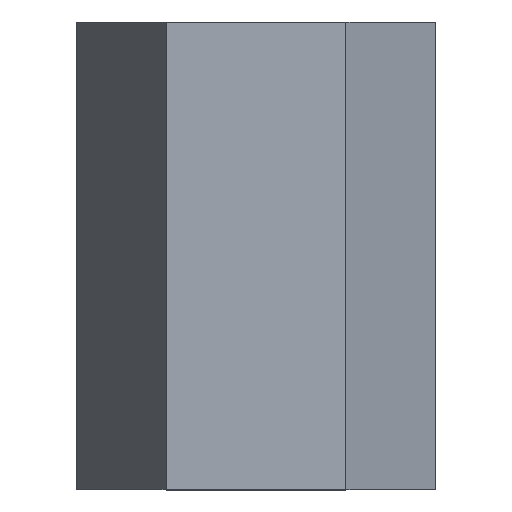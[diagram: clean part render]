
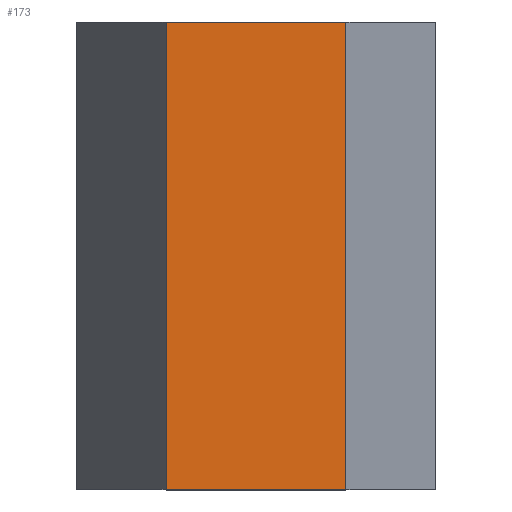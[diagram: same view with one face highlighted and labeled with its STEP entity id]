
A CAD part, top view. The second image highlights one B-rep face of the part: STEP entity #173.
In plain terms, the highlighted planar face has unit normal (0, 0, 1).
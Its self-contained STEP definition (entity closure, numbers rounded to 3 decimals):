
#2 = CARTESIAN_POINT ( 'NONE',  ( -1.026, 2.667, 1.778 ) ) ;
#14 = CARTESIAN_POINT ( 'NONE',  ( 1.026, 2.667, 1.778 ) ) ;
#17 = CARTESIAN_POINT ( 'NONE',  ( -1.026, 2.667, 1.778 ) ) ;
#31 = VECTOR ( 'NONE', #266, 1000. ) ;
#45 = EDGE_CURVE ( 'NONE', #238, #95, #50, .T. ) ;
#50 = LINE ( 'NONE', #312, #125 ) ;
#52 = DIRECTION ( 'NONE',  ( 1., 0., 0. ) ) ;
#56 = CARTESIAN_POINT ( 'NONE',  ( -1.026, -2.667, 1.778 ) ) ;
#72 = ORIENTED_EDGE ( 'NONE', *, *, #89, .T. ) ;
#75 = VERTEX_POINT ( 'NONE', #56 ) ;
#86 = ORIENTED_EDGE ( 'NONE', *, *, #116, .F. ) ;
#89 = EDGE_CURVE ( 'NONE', #215, #75, #138, .T. ) ;
#95 = VERTEX_POINT ( 'NONE', #273 ) ;
#98 = DIRECTION ( 'NONE',  ( -1., 0., 0. ) ) ;
#110 = AXIS2_PLACEMENT_3D ( 'NONE', #202, #299, #98 ) ;
#116 = EDGE_CURVE ( 'NONE', #215, #238, #162, .T. ) ;
#119 = FACE_OUTER_BOUND ( 'NONE', #179, .T. ) ;
#125 = VECTOR ( 'NONE', #342, 1000. ) ;
#138 = LINE ( 'NONE', #169, #277 ) ;
#153 = ORIENTED_EDGE ( 'NONE', *, *, #271, .T. ) ;
#162 = LINE ( 'NONE', #2, #31 ) ;
#169 = CARTESIAN_POINT ( 'NONE',  ( -1.026, 2.667, 1.778 ) ) ;
#173 = ADVANCED_FACE ( 'NONE', ( #119 ), #324, .F. ) ;
#179 = EDGE_LOOP ( 'NONE', ( #153, #188, #86, #72 ) ) ;
#188 = ORIENTED_EDGE ( 'NONE', *, *, #45, .F. ) ;
#193 = LINE ( 'NONE', #244, #327 ) ;
#202 = CARTESIAN_POINT ( 'NONE',  ( -1.026, 2.667, 1.778 ) ) ;
#215 = VERTEX_POINT ( 'NONE', #17 ) ;
#238 = VERTEX_POINT ( 'NONE', #14 ) ;
#244 = CARTESIAN_POINT ( 'NONE',  ( -1.026, -2.667, 1.778 ) ) ;
#266 = DIRECTION ( 'NONE',  ( 1., 0., 0. ) ) ;
#271 = EDGE_CURVE ( 'NONE', #75, #95, #193, .T. ) ;
#273 = CARTESIAN_POINT ( 'NONE',  ( 1.026, -2.667, 1.778 ) ) ;
#277 = VECTOR ( 'NONE', #340, 1000. ) ;
#299 = DIRECTION ( 'NONE',  ( 0., 0., -1. ) ) ;
#312 = CARTESIAN_POINT ( 'NONE',  ( 1.026, 2.667, 1.778 ) ) ;
#324 = PLANE ( 'NONE',  #110 ) ;
#327 = VECTOR ( 'NONE', #52, 1000. ) ;
#340 = DIRECTION ( 'NONE',  ( 0., -1., 0. ) ) ;
#342 = DIRECTION ( 'NONE',  ( 0., -1., 0. ) ) ;
